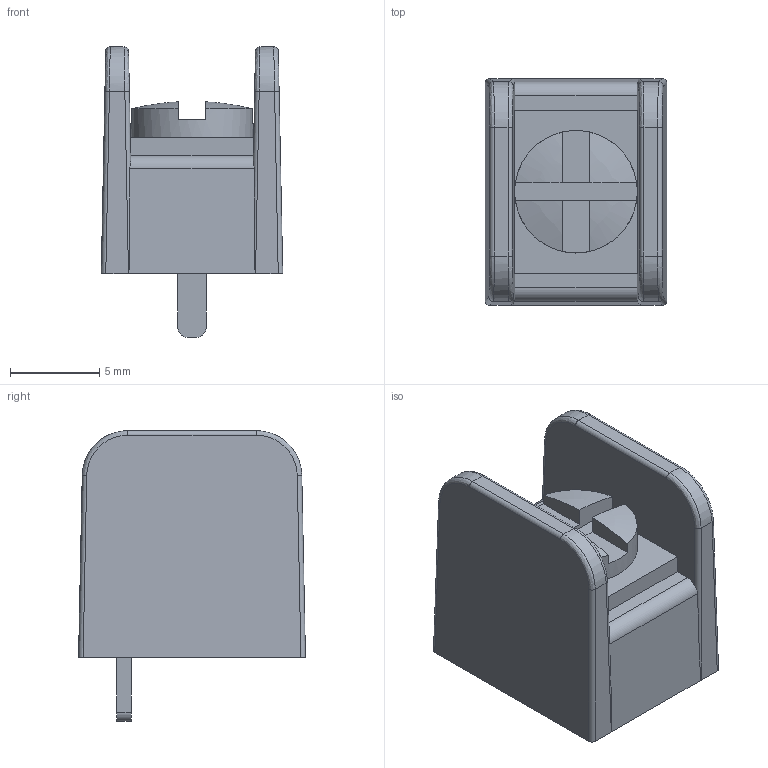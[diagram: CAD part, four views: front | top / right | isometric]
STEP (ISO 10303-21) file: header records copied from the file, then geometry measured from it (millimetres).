
FILE_DESCRIPTION(/* description */ (''),/* implementation_level */ '2;1');
FILE_NAME(/* name */ '0387006301.step',/* time_stamp */ '2021-02-07T18:06:01+02:00',/* author */ (''),/* organization */ (''),/* preprocessor_version */ 'ST-DEVELOPER v18.1',/* originating_system */ 'Autodesk Translation Framework v9.7.1.1290',/* authorisation */ '');
FILE_SCHEMA (('AUTOMOTIVE_DESIGN { 1 0 10303 214 3 1 1 }'));
Length unit declared in the file: millimetre
Products named in the file (1): (Unsaved)
Bounding box: 10.16 x 12.7 x 16.26 mm (x, y, z)
Volume: 1147.7 mm3; surface area: 910.7 mm2
Topology: 1 solids, 1 shells, 65 faces, 163 edges, 102 vertices
Faces by surface type: plane 32, cylinder 21, bspline 8, sphere 4
Full cylindrical faces by diameter (mm): 6.858 x1
Entity records: 2532 total; most frequent: CARTESIAN_POINT 927, DIRECTION 341, ORIENTED_EDGE 326, EDGE_CURVE 163, AXIS2_PLACEMENT_3D 124, VERTEX_POINT 102, LINE 93, VECTOR 93
